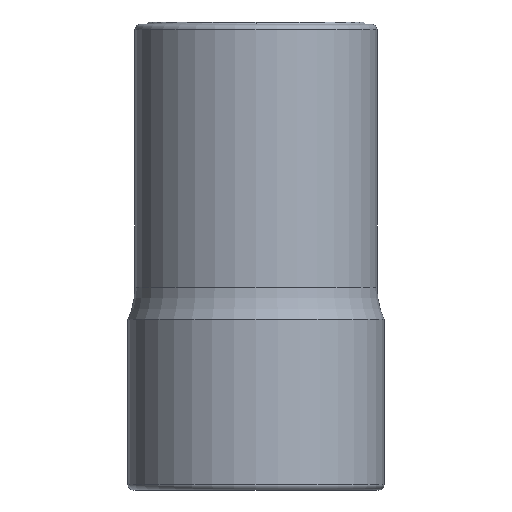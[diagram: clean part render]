
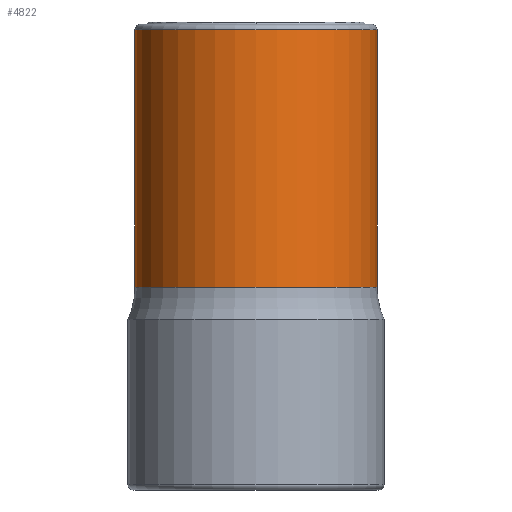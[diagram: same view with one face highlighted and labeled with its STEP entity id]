
A CAD part, front view. The second image highlights one B-rep face of the part: STEP entity #4822.
In plain terms, the highlighted cylindrical face has radius 15.6 mm (diameter 31.2 mm), a partial arc.
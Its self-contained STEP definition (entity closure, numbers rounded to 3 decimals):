
#4289=DIRECTION('',(0.,0.,1.));
#4290=VECTOR('',#4289,33.154);
#4291=CARTESIAN_POINT('',(-15.6,0.,25.846));
#4292=LINE('',#4291,#4290);
#4390=CARTESIAN_POINT('',(0.,0.,59.));
#4391=DIRECTION('',(0.,0.,1.));
#4392=DIRECTION('',(1.,0.,0.));
#4393=AXIS2_PLACEMENT_3D('',#4390,#4391,#4392);
#4398=CARTESIAN_POINT('',(0.,0.,25.846));
#4399=DIRECTION('',(0.,0.,1.));
#4400=DIRECTION('',(1.,0.,0.));
#4401=AXIS2_PLACEMENT_3D('',#4398,#4399,#4400);
#4406=DIRECTION('',(0.,0.,1.));
#4407=VECTOR('',#4406,33.154);
#4408=CARTESIAN_POINT('',(15.6,0.,25.846));
#4409=LINE('',#4408,#4407);
#4417=CARTESIAN_POINT('',(-15.6,0.,25.846));
#4418=CARTESIAN_POINT('',(15.6,0.,25.846));
#4419=VERTEX_POINT('',#4417);
#4420=VERTEX_POINT('',#4418);
#4441=CARTESIAN_POINT('',(15.6,0.,59.));
#4442=CARTESIAN_POINT('',(-15.6,0.,59.));
#4443=VERTEX_POINT('',#4441);
#4444=VERTEX_POINT('',#4442);
#4811=CARTESIAN_POINT('',(0.,0.,21.7));
#4812=DIRECTION('',(0.,0.,1.));
#4813=DIRECTION('',(1.,0.,0.));
#4814=AXIS2_PLACEMENT_3D('',#4811,#4812,#4813);
#4815=CYLINDRICAL_SURFACE('',#4814,15.6);
#4816=ORIENTED_EDGE('',*,*,#4805,.T.);
#4817=ORIENTED_EDGE('',*,*,#4707,.F.);
#4818=ORIENTED_EDGE('',*,*,#4677,.F.);
#4819=ORIENTED_EDGE('',*,*,#4704,.T.);
#4820=EDGE_LOOP('',(#4816,#4817,#4818,#4819));
#4821=FACE_OUTER_BOUND('',#4820,.F.);
#4822=ADVANCED_FACE('',(#4821),#4815,.T.);
#4394=CIRCLE('',#4393,15.6);
#4402=CIRCLE('',#4401,15.6);
#4677=EDGE_CURVE('',#4420,#4419,#4402,.T.);
#4704=EDGE_CURVE('',#4420,#4443,#4409,.T.);
#4707=EDGE_CURVE('',#4419,#4444,#4292,.T.);
#4805=EDGE_CURVE('',#4443,#4444,#4394,.T.);
